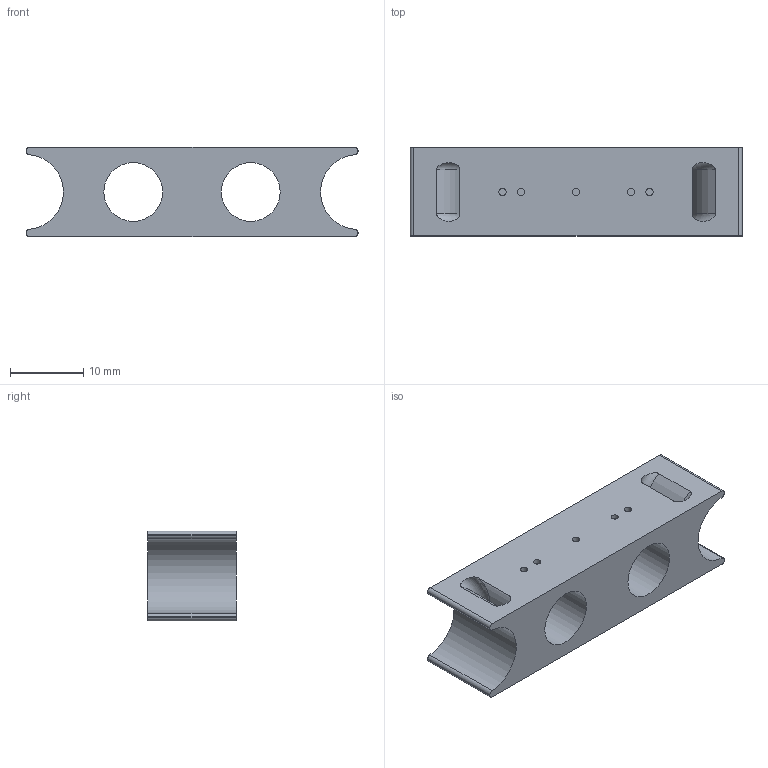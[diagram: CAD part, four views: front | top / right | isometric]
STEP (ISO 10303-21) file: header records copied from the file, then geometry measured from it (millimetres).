
FILE_DESCRIPTION(/* description */ (''),/* implementation_level */ '2;1');
FILE_NAME(/* name */ 'devFrame Cross Mount Vertical.step',/* time_stamp */ '2020-01-09T09:49:05-06:00',/* author */ (''),/* organization */ (''),/* preprocessor_version */ 'ST-DEVELOPER v18',/* originating_system */ 'Autodesk Translation Framework v8.12.0.6',/* authorisation */ '');
FILE_SCHEMA (('AUTOMOTIVE_DESIGN { 1 0 10303 214 3 1 1 }'));
Length unit declared in the file: millimetre
Products named in the file (1): devFrame Cross Mount Vertical
Bounding box: 45.2 x 12 x 12.2 mm (x, y, z)
Volume: 3997.6 mm3; surface area: 3287.1 mm2
Topology: 1 solids, 1 shells, 48 faces, 116 edges, 80 vertices
Faces by surface type: cylinder 26, plane 18, torus 4
Full cylindrical faces by diameter (mm): 1 x10, 8 x2
Entity records: 1613 total; most frequent: CARTESIAN_POINT 405, DIRECTION 250, ORIENTED_EDGE 232, EDGE_CURVE 116, AXIS2_PLACEMENT_3D 101, VERTEX_POINT 80, EDGE_LOOP 66, CIRCLE 52
